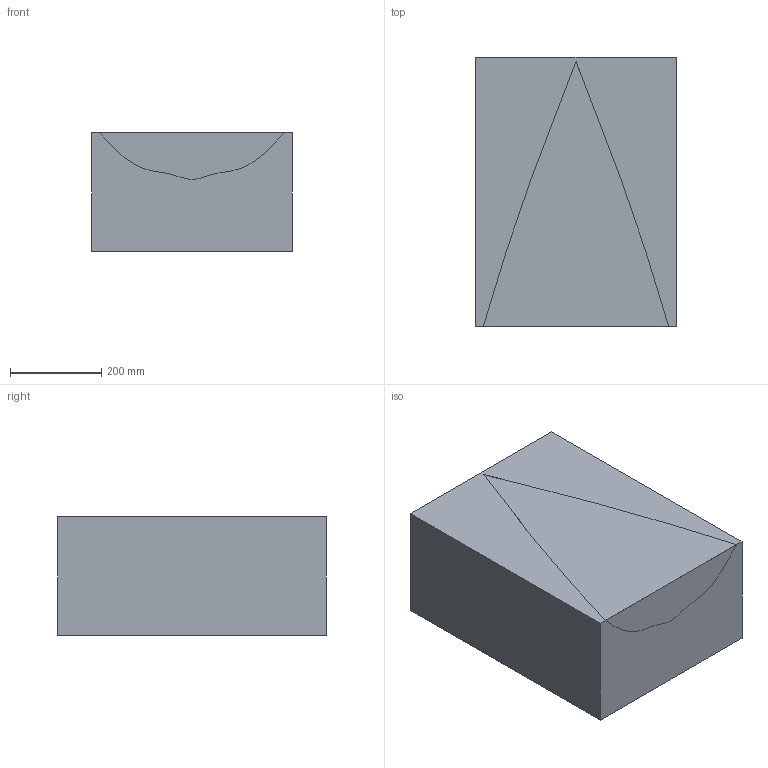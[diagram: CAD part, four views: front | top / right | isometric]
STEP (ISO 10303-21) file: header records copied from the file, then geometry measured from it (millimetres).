
FILE_DESCRIPTION(/* description */ (''),/* implementation_level */ '2;1');
FILE_NAME(/* name */ 'BackWheel v4.step',/* time_stamp */ '2023-11-10T18:48:27+09:00',/* author */ (''),/* organization */ (''),/* preprocessor_version */ 'ST-DEVELOPER v20',/* originating_system */ 'Autodesk Translation Framework v12.14.0.127',/* authorisation */ '');
FILE_SCHEMA (('AUTOMOTIVE_DESIGN { 1 0 10303 214 3 1 1 }'));
Length unit declared in the file: millimetre
Products named in the file (1): BackWheel
Bounding box: 440 x 590 x 260 mm (x, y, z)
Surface area: 1485107.4 mm2
Topology: 2 solids, 2 shells, 11 faces, 23 edges, 14 vertices
Faces by surface type: plane 9, bspline 2
Entity records: 1180 total; most frequent: CARTESIAN_POINT 942, ORIENTED_EDGE 42, DIRECTION 33, EDGE_CURVE 21, VERTEX_POINT 14, LINE 13, VECTOR 13, FACE_OUTER_BOUND 11
